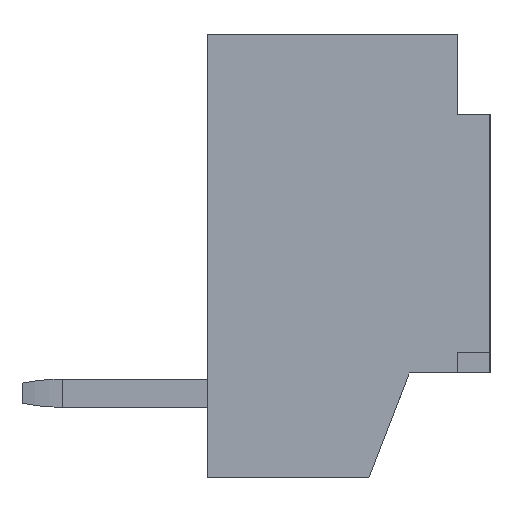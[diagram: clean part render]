
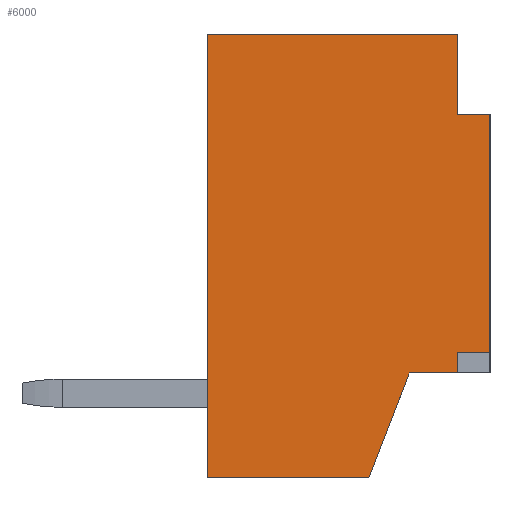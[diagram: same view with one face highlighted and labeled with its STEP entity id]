
A CAD part, left-side view. The second image highlights one B-rep face of the part: STEP entity #6000.
In plain terms, the highlighted planar face has unit normal (-1, 0, 0).
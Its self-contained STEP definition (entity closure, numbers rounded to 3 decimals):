
#9=DIRECTION('',(0.,-1.,0.));
#10=VECTOR('',#9,2.);
#11=CARTESIAN_POINT('',(-8.375,1.75,-2.75));
#12=LINE('',#11,#10);
#25=DIRECTION('',(0.,0.,1.));
#26=VECTOR('',#25,0.25);
#27=CARTESIAN_POINT('',(-8.375,-1.35,-1.45));
#28=LINE('',#27,#26);
#29=DIRECTION('',(0.,1.,0.));
#30=VECTOR('',#29,0.6);
#31=CARTESIAN_POINT('',(-8.375,-1.35,-1.45));
#32=LINE('',#31,#30);
#33=DIRECTION('',(0.,-0.359,0.933));
#34=VECTOR('',#33,1.393);
#35=CARTESIAN_POINT('',(-8.375,-0.25,-2.75));
#36=LINE('',#35,#34);
#37=DIRECTION('',(0.,0.,1.));
#38=VECTOR('',#37,5.5);
#39=CARTESIAN_POINT('',(-8.375,1.75,-2.75));
#40=LINE('',#39,#38);
#41=DIRECTION('',(0.,0.,-1.));
#42=VECTOR('',#41,1.);
#43=CARTESIAN_POINT('',(-8.375,-1.35,2.75));
#44=LINE('',#43,#42);
#45=DIRECTION('',(0.,1.,0.));
#46=VECTOR('',#45,0.4);
#47=CARTESIAN_POINT('',(-8.375,-1.75,1.75));
#48=LINE('',#47,#46);
#49=DIRECTION('',(0.,1.,0.));
#50=VECTOR('',#49,0.4);
#51=CARTESIAN_POINT('',(-8.375,-1.75,-1.2));
#52=LINE('',#51,#50);
#233=DIRECTION('',(0.,0.,1.));
#234=VECTOR('',#233,2.95);
#235=CARTESIAN_POINT('',(-8.375,-1.75,-1.2));
#236=LINE('',#235,#234);
#325=DIRECTION('',(0.,-1.,0.));
#326=VECTOR('',#325,3.1);
#327=CARTESIAN_POINT('',(-8.375,1.75,2.75));
#328=LINE('',#327,#326);
#4545=CARTESIAN_POINT('',(-8.375,1.75,-2.75));
#4546=CARTESIAN_POINT('',(-8.375,1.75,2.75));
#4547=VERTEX_POINT('',#4545);
#4548=VERTEX_POINT('',#4546);
#4577=CARTESIAN_POINT('',(-8.375,-1.75,1.75));
#4578=CARTESIAN_POINT('',(-8.375,-1.35,1.75));
#4579=VERTEX_POINT('',#4577);
#4580=VERTEX_POINT('',#4578);
#4593=CARTESIAN_POINT('',(-8.375,-1.35,2.75));
#4594=VERTEX_POINT('',#4593);
#5103=CARTESIAN_POINT('',(-8.375,-0.25,-2.75));
#5105=VERTEX_POINT('',#5103);
#5111=CARTESIAN_POINT('',(-8.375,-0.75,-1.45));
#5112=VERTEX_POINT('',#5111);
#5219=CARTESIAN_POINT('',(-8.375,-1.35,-1.45));
#5220=CARTESIAN_POINT('',(-8.375,-1.35,-1.2));
#5221=VERTEX_POINT('',#5219);
#5222=VERTEX_POINT('',#5220);
#5223=CARTESIAN_POINT('',(-8.375,-1.75,-1.2));
#5224=VERTEX_POINT('',#5223);
#5975=CARTESIAN_POINT('',(-8.375,1.75,-2.75));
#5976=DIRECTION('',(-1.,0.,0.));
#5977=DIRECTION('',(0.,-1.,0.));
#5978=AXIS2_PLACEMENT_3D('',#5975,#5976,#5977);
#5979=PLANE('',#5978);
#5981=ORIENTED_EDGE('',*,*,#5980,.F.);
#5983=ORIENTED_EDGE('',*,*,#5982,.T.);
#5984=ORIENTED_EDGE('',*,*,#5951,.F.);
#5985=ORIENTED_EDGE('',*,*,#5924,.F.);
#5987=ORIENTED_EDGE('',*,*,#5986,.T.);
#5989=ORIENTED_EDGE('',*,*,#5988,.T.);
#5991=ORIENTED_EDGE('',*,*,#5990,.T.);
#5993=ORIENTED_EDGE('',*,*,#5992,.F.);
#5995=ORIENTED_EDGE('',*,*,#5994,.F.);
#5997=ORIENTED_EDGE('',*,*,#5996,.T.);
#5998=EDGE_LOOP('',(#5981,#5983,#5984,#5985,#5987,#5989,#5991,#5993,#5995,
#5997));
#5999=FACE_OUTER_BOUND('',#5998,.F.);
#6000=ADVANCED_FACE('',(#5999),#5979,.T.);
#5924=EDGE_CURVE('',#4547,#5105,#12,.T.);
#5951=EDGE_CURVE('',#5105,#5112,#36,.T.);
#5980=EDGE_CURVE('',#5221,#5222,#28,.T.);
#5982=EDGE_CURVE('',#5221,#5112,#32,.T.);
#5986=EDGE_CURVE('',#4547,#4548,#40,.T.);
#5988=EDGE_CURVE('',#4548,#4594,#328,.T.);
#5990=EDGE_CURVE('',#4594,#4580,#44,.T.);
#5992=EDGE_CURVE('',#4579,#4580,#48,.T.);
#5994=EDGE_CURVE('',#5224,#4579,#236,.T.);
#5996=EDGE_CURVE('',#5224,#5222,#52,.T.);
